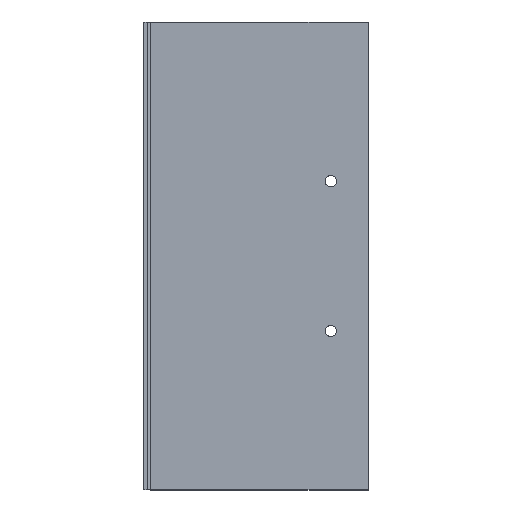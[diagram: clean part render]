
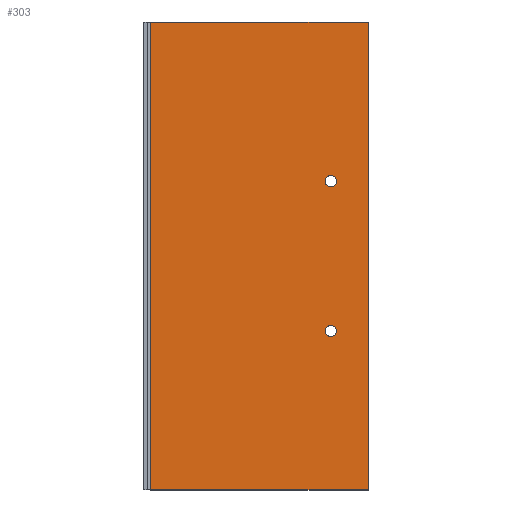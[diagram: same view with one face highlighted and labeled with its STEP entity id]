
A CAD part, top view. The second image highlights one B-rep face of the part: STEP entity #303.
In plain terms, the highlighted planar face has unit normal (0, 0, 1).
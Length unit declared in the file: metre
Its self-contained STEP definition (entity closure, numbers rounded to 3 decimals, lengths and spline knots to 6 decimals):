
#31=CIRCLE('',#337,0.003);
#33=CIRCLE('',#340,0.003);
#88=ORIENTED_EDGE('',*,*,#137,.T.);
#89=ORIENTED_EDGE('',*,*,#139,.T.);
#90=ORIENTED_EDGE('',*,*,#133,.T.);
#91=ORIENTED_EDGE('',*,*,#130,.F.);
#92=ORIENTED_EDGE('',*,*,#127,.F.);
#93=ORIENTED_EDGE('',*,*,#141,.T.);
#127=EDGE_CURVE('',#158,#160,#183,.F.);
#130=EDGE_CURVE('',#160,#162,#186,.F.);
#133=EDGE_CURVE('',#164,#162,#189,.F.);
#137=EDGE_CURVE('',#167,#167,#31,.T.);
#139=EDGE_CURVE('',#169,#169,#33,.T.);
#141=EDGE_CURVE('',#158,#164,#193,.F.);
#158=VERTEX_POINT('',#475);
#160=VERTEX_POINT('',#478);
#162=VERTEX_POINT('',#484);
#164=VERTEX_POINT('',#490);
#167=VERTEX_POINT('',#498);
#169=VERTEX_POINT('',#503);
#183=LINE('',#477,#207);
#186=LINE('',#483,#210);
#189=LINE('',#489,#213);
#193=LINE('',#507,#217);
#207=VECTOR('',#390,1.);
#210=VECTOR('',#395,1.);
#213=VECTOR('',#400,1.);
#217=VECTOR('',#420,1.);
#241=EDGE_LOOP('',(#88));
#242=EDGE_LOOP('',(#89));
#243=EDGE_LOOP('',(#90,#91,#92,#93));
#271=FACE_BOUND('',#241,.T.);
#272=FACE_BOUND('',#242,.T.);
#273=FACE_BOUND('',#243,.T.);
#287=PLANE('',#342);
#303=ADVANCED_FACE('',(#271,#272,#273),#287,.F.);
#337=AXIS2_PLACEMENT_3D('',#497,#407,#408);
#340=AXIS2_PLACEMENT_3D('',#502,#413,#414);
#342=AXIS2_PLACEMENT_3D('',#506,#418,#419);
#390=DIRECTION('',(-1.,0.,0.));
#395=DIRECTION('',(0.,1.,0.));
#400=DIRECTION('',(-1.,0.,0.));
#407=DIRECTION('',(0.,0.,-1.));
#408=DIRECTION('',(-1.,0.,0.));
#413=DIRECTION('',(0.,0.,-1.));
#414=DIRECTION('',(-1.,0.,0.));
#418=DIRECTION('',(0.,0.,-1.));
#419=DIRECTION('',(-1.,0.,0.));
#420=DIRECTION('',(0.,1.,0.));
#475=CARTESIAN_POINT('',(0.0035,0.,0.002));
#477=CARTESIAN_POINT('',(0.068628,0.,0.002));
#478=CARTESIAN_POINT('',(0.12,0.,0.002));
#483=CARTESIAN_POINT('',(0.12,0.,0.002));
#484=CARTESIAN_POINT('',(0.12,-0.25,0.002));
#489=CARTESIAN_POINT('',(0.068628,-0.25,0.002));
#490=CARTESIAN_POINT('',(0.0035,-0.25,0.002));
#497=CARTESIAN_POINT('',(0.1,-0.165,0.002));
#498=CARTESIAN_POINT('',(0.097,-0.165,0.002));
#502=CARTESIAN_POINT('',(0.1,-0.085,0.002));
#503=CARTESIAN_POINT('',(0.097,-0.085,0.002));
#506=CARTESIAN_POINT('',(0.068628,0.,0.002));
#507=CARTESIAN_POINT('',(0.0035,0.,0.002));
